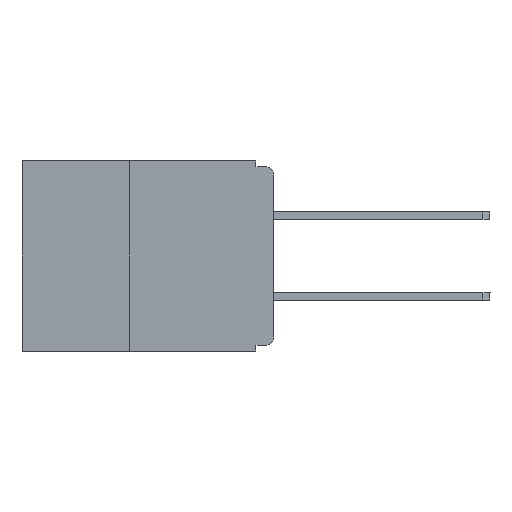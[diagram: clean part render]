
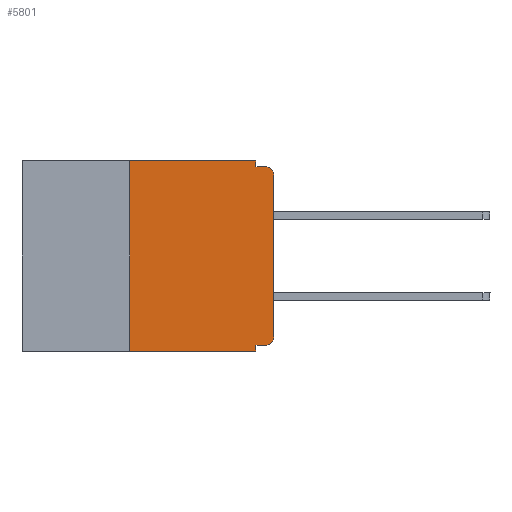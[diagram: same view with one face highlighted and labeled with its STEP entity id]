
A CAD part, left-side view. The second image highlights one B-rep face of the part: STEP entity #5801.
In plain terms, the highlighted planar face has unit normal (-1, 0, 0).
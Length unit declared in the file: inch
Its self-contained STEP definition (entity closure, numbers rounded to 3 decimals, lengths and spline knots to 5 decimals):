
#54 = AXIS2_PLACEMENT_3D ( 'NONE', #3666, #4612, #1269 ) ;
#71 = ORIENTED_EDGE ( 'NONE', *, *, #3108, .F. ) ;
#237 = AXIS2_PLACEMENT_3D ( 'NONE', #1745, #5845, #5911 ) ;
#266 = ORIENTED_EDGE ( 'NONE', *, *, #9886, .F. ) ;
#277 = VERTEX_POINT ( 'NONE', #2771 ) ;
#368 = CARTESIAN_POINT ( 'NONE',  ( 0., 0., -0.32 ) ) ;
#418 = CARTESIAN_POINT ( 'NONE',  ( 0., 0.015, -0.01 ) ) ;
#710 = CARTESIAN_POINT ( 'NONE',  ( 0., 0.031, -0.33 ) ) ;
#812 = EDGE_LOOP ( 'NONE', ( #9029, #7436, #6365, #6463, #1291, #71, #9668, #7662, #266, #5634 ) ) ;
#915 = DIRECTION ( 'NONE',  ( 0., 0., -1. ) ) ;
#937 = EDGE_CURVE ( 'NONE', #5113, #6342, #10672, .T. ) ;
#1269 = DIRECTION ( 'NONE',  ( 0., 0., -1. ) ) ;
#1278 = CARTESIAN_POINT ( 'NONE',  ( 0., 0.031, -0.32 ) ) ;
#1291 = ORIENTED_EDGE ( 'NONE', *, *, #8157, .F. ) ;
#1440 = EDGE_CURVE ( 'NONE', #4814, #3598, #2905, .T. ) ;
#1695 = LINE ( 'NONE', #2438, #5387 ) ;
#1745 = CARTESIAN_POINT ( 'NONE',  ( 0., 0.015, -0.305 ) ) ;
#1784 = FACE_OUTER_BOUND ( 'NONE', #812, .T. ) ;
#1851 = LINE ( 'NONE', #3193, #3270 ) ;
#2186 = CARTESIAN_POINT ( 'NONE',  ( 0., 0.031, -0.33 ) ) ;
#2290 = DIRECTION ( 'NONE',  ( 0., 0., -1. ) ) ;
#2438 = CARTESIAN_POINT ( 'NONE',  ( 0., 0.25, -0.33 ) ) ;
#2473 = EDGE_CURVE ( 'NONE', #10199, #3598, #4220, .T. ) ;
#2607 = VERTEX_POINT ( 'NONE', #8382 ) ;
#2727 = CARTESIAN_POINT ( 'NONE',  ( 0., 0., -0.025 ) ) ;
#2771 = CARTESIAN_POINT ( 'NONE',  ( 0., 0.031, -0.01 ) ) ;
#2867 = CARTESIAN_POINT ( 'NONE',  ( 0., 0.25, -0.33 ) ) ;
#2905 = LINE ( 'NONE', #2186, #5583 ) ;
#2922 = DIRECTION ( 'NONE',  ( 0., 1., 0. ) ) ;
#3108 = EDGE_CURVE ( 'NONE', #10199, #2607, #1695, .T. ) ;
#3193 = CARTESIAN_POINT ( 'NONE',  ( 0., 0.437, 0. ) ) ;
#3270 = VECTOR ( 'NONE', #3925, 39.37008 ) ;
#3598 = VERTEX_POINT ( 'NONE', #710 ) ;
#3666 = CARTESIAN_POINT ( 'NONE',  ( 0., 0.437, 0. ) ) ;
#3738 = PLANE ( 'NONE',  #54 ) ;
#3783 = CARTESIAN_POINT ( 'NONE',  ( 0., 0.437, -0.33 ) ) ;
#3925 = DIRECTION ( 'NONE',  ( 0., -1., 0. ) ) ;
#4127 = DIRECTION ( 'NONE',  ( 0., 0., 1. ) ) ;
#4218 = LINE ( 'NONE', #8818, #10728 ) ;
#4220 = LINE ( 'NONE', #3783, #5805 ) ;
#4430 = CARTESIAN_POINT ( 'NONE',  ( 0., 0., 0. ) ) ;
#4498 = CIRCLE ( 'NONE', #237, 0.015 ) ;
#4612 = DIRECTION ( 'NONE',  ( 1., 0., 0. ) ) ;
#4814 = VERTEX_POINT ( 'NONE', #1278 ) ;
#4836 = CARTESIAN_POINT ( 'NONE',  ( 0., 0.015, -0.32 ) ) ;
#5113 = VERTEX_POINT ( 'NONE', #2727 ) ;
#5198 = DIRECTION ( 'NONE',  ( -1., 0., 0. ) ) ;
#5387 = VECTOR ( 'NONE', #4127, 39.37008 ) ;
#5583 = VECTOR ( 'NONE', #2290, 39.37008 ) ;
#5634 = ORIENTED_EDGE ( 'NONE', *, *, #7202, .T. ) ;
#5801 = ADVANCED_FACE ( 'NONE', ( #1784 ), #3738, .F. ) ;
#5805 = VECTOR ( 'NONE', #7997, 39.37008 ) ;
#5845 = DIRECTION ( 'NONE',  ( -1., 0., 0. ) ) ;
#5902 = LINE ( 'NONE', #4430, #9622 ) ;
#5911 = DIRECTION ( 'NONE',  ( 0., 0., -1. ) ) ;
#5999 = CARTESIAN_POINT ( 'NONE',  ( 0., 0.015, -0.025 ) ) ;
#6342 = VERTEX_POINT ( 'NONE', #418 ) ;
#6365 = ORIENTED_EDGE ( 'NONE', *, *, #8098, .F. ) ;
#6463 = ORIENTED_EDGE ( 'NONE', *, *, #9711, .F. ) ;
#7101 = VERTEX_POINT ( 'NONE', #10035 ) ;
#7178 = CARTESIAN_POINT ( 'NONE',  ( 0., 0.031, 0. ) ) ;
#7202 = EDGE_CURVE ( 'NONE', #8179, #7950, #4498, .T. ) ;
#7436 = ORIENTED_EDGE ( 'NONE', *, *, #937, .T. ) ;
#7662 = ORIENTED_EDGE ( 'NONE', *, *, #1440, .F. ) ;
#7924 = LINE ( 'NONE', #7178, #8574 ) ;
#7950 = VERTEX_POINT ( 'NONE', #10440 ) ;
#7997 = DIRECTION ( 'NONE',  ( 0., -1., 0. ) ) ;
#8011 = DIRECTION ( 'NONE',  ( 0., -1., 0. ) ) ;
#8098 = EDGE_CURVE ( 'NONE', #277, #6342, #4218, .T. ) ;
#8157 = EDGE_CURVE ( 'NONE', #2607, #7101, #1851, .T. ) ;
#8179 = VERTEX_POINT ( 'NONE', #4836 ) ;
#8310 = LINE ( 'NONE', #368, #9893 ) ;
#8382 = CARTESIAN_POINT ( 'NONE',  ( 0., 0.25, 0. ) ) ;
#8574 = VECTOR ( 'NONE', #9028, 39.37008 ) ;
#8818 = CARTESIAN_POINT ( 'NONE',  ( 0., 0., -0.01 ) ) ;
#8923 = AXIS2_PLACEMENT_3D ( 'NONE', #5999, #5198, #915 ) ;
#9028 = DIRECTION ( 'NONE',  ( 0., 0., -1. ) ) ;
#9029 = ORIENTED_EDGE ( 'NONE', *, *, #10075, .T. ) ;
#9622 = VECTOR ( 'NONE', #10364, 39.37008 ) ;
#9668 = ORIENTED_EDGE ( 'NONE', *, *, #2473, .T. ) ;
#9711 = EDGE_CURVE ( 'NONE', #7101, #277, #7924, .T. ) ;
#9886 = EDGE_CURVE ( 'NONE', #8179, #4814, #8310, .T. ) ;
#9893 = VECTOR ( 'NONE', #2922, 39.37008 ) ;
#10035 = CARTESIAN_POINT ( 'NONE',  ( 0., 0.031, 0. ) ) ;
#10075 = EDGE_CURVE ( 'NONE', #7950, #5113, #5902, .T. ) ;
#10199 = VERTEX_POINT ( 'NONE', #2867 ) ;
#10364 = DIRECTION ( 'NONE',  ( 0., 0., 1. ) ) ;
#10440 = CARTESIAN_POINT ( 'NONE',  ( 0., 0., -0.305 ) ) ;
#10672 = CIRCLE ( 'NONE', #8923, 0.015 ) ;
#10728 = VECTOR ( 'NONE', #8011, 39.37008 ) ;
